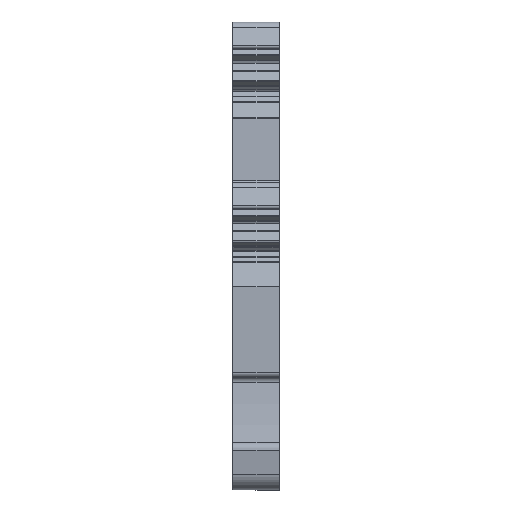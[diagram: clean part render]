
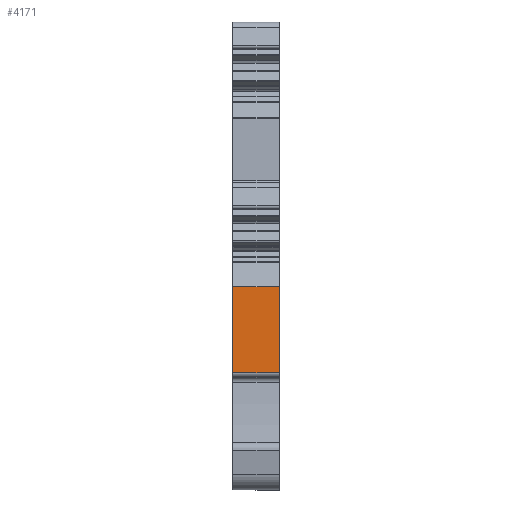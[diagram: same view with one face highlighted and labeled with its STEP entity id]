
A CAD part, front view. The second image highlights one B-rep face of the part: STEP entity #4171.
In plain terms, the highlighted planar face has unit normal (0, -1, 0).
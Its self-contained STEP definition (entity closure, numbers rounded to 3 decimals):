
#4151=AXIS2_PLACEMENT_3D('Plane Axis2P3D',#4148,#4149,#4150) ;
#525=CARTESIAN_POINT('Vertex',(5.1,0.,22.47)) ;
#528=CARTESIAN_POINT('Line Origine',(5.1,0.,17.71)) ;
#532=CARTESIAN_POINT('Vertex',(5.1,0.,12.95)) ;
#4129=CARTESIAN_POINT('Line Origine',(2.55,0.,22.47)) ;
#4133=CARTESIAN_POINT('Vertex',(0.,0.,22.47)) ;
#4148=CARTESIAN_POINT('Axis2P3D Location',(0.,0.,17.182)) ;
#4153=CARTESIAN_POINT('Line Origine',(0.,0.,17.71)) ;
#4157=CARTESIAN_POINT('Vertex',(0.,0.,12.95)) ;
#4160=CARTESIAN_POINT('Line Origine',(2.55,0.,12.95)) ;
#529=DIRECTION('Vector Direction',(0.,0.,1.)) ;
#4130=DIRECTION('Vector Direction',(-1.,0.,0.)) ;
#4149=DIRECTION('Axis2P3D Direction',(0.,-1.,0.)) ;
#4150=DIRECTION('Axis2P3D XDirection',(0.,0.,1.)) ;
#4154=DIRECTION('Vector Direction',(0.,0.,1.)) ;
#4161=DIRECTION('Vector Direction',(-1.,0.,0.)) ;
#530=VECTOR('Line Direction',#529,1.) ;
#4131=VECTOR('Line Direction',#4130,1.) ;
#4155=VECTOR('Line Direction',#4154,1.) ;
#4162=VECTOR('Line Direction',#4161,1.) ;
#4166=ORIENTED_EDGE('',*,*,#534,.T.) ;
#4167=ORIENTED_EDGE('',*,*,#4135,.T.) ;
#4168=ORIENTED_EDGE('',*,*,#4159,.F.) ;
#4169=ORIENTED_EDGE('',*,*,#4164,.T.) ;
#4171=ADVANCED_FACE('KLTR',(#4170),#4152,.T.) ;
#534=EDGE_CURVE('',#533,#526,#531,.T.) ;
#4135=EDGE_CURVE('',#526,#4134,#4132,.T.) ;
#4159=EDGE_CURVE('',#4158,#4134,#4156,.T.) ;
#4164=EDGE_CURVE('',#4158,#533,#4163,.F.) ;
#4165=EDGE_LOOP('',(#4166,#4167,#4168,#4169)) ;
#4170=FACE_OUTER_BOUND('',#4165,.T.) ;
#531=LINE('Line',#528,#530) ;
#4132=LINE('Line',#4129,#4131) ;
#4156=LINE('Line',#4153,#4155) ;
#4163=LINE('Line',#4160,#4162) ;
#4152=PLANE('',#4151) ;
#526=VERTEX_POINT('',#525) ;
#533=VERTEX_POINT('',#532) ;
#4134=VERTEX_POINT('',#4133) ;
#4158=VERTEX_POINT('',#4157) ;
